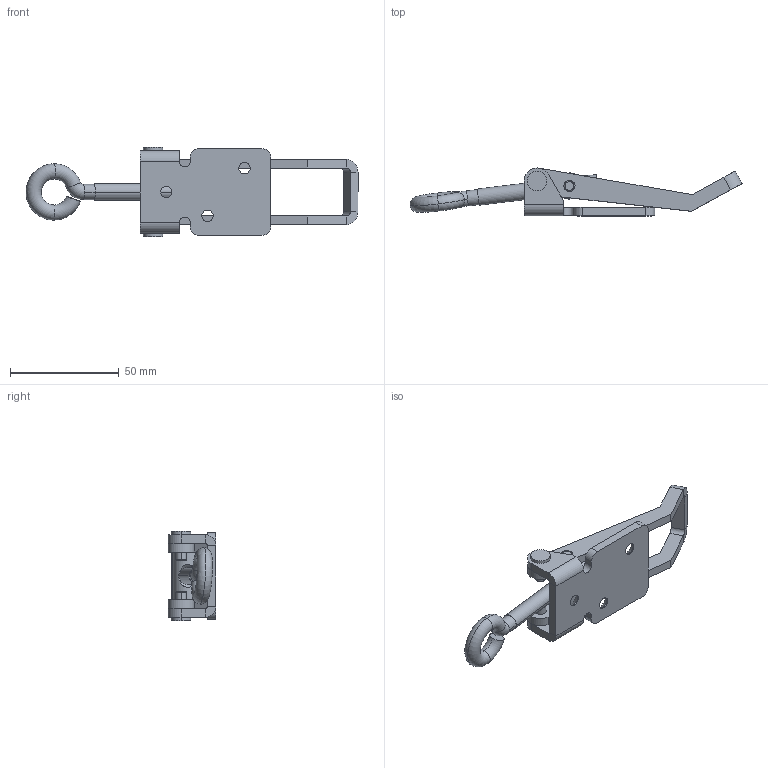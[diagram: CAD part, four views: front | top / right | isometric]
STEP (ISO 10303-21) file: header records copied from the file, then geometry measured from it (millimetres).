
FILE_DESCRIPTION (( 'STEP AP214' ), '1' );
FILE_NAME ('52112 - 703 C ZP Cluch lever.STEP', '2017-02-08T10:52:08', ( '' ), ( '' ), 'SwSTEP 2.0', 'SolidWorks 2015', '' );
FILE_SCHEMA (( 'AUTOMOTIVE_DESIGN' ));
Length unit declared in the file: millimetre
Products named in the file (6): 703 - öglebult; 703 - Rulle; 704 - Rivet Gradin; 703 - Bygel; 703 - Platta C; 52112 - 703 C ZP Cluch lever
Assembly tree (6 placements, depth 2):
  52112 - 703 C ZP Cluch lever
    703 - Platta C
    703 - Bygel
    704 - Rivet Gradin  x2
    703 - Rulle
    703 - öglebult
Bounding box: 152.61 x 22 x 41 mm (x, y, z)
Volume: 25250.5 mm3; surface area: 17268.2 mm2
Topology: 6 solids, 6 shells, 144 faces, 319 edges, 194 vertices
Faces by surface type: cylinder 61, plane 57, cone 18, torus 8
Entity records: 4103 total; most frequent: CARTESIAN_POINT 766, DIRECTION 719, ORIENTED_EDGE 594, EDGE_CURVE 297, AXIS2_PLACEMENT_3D 285, VERTEX_POINT 180, EDGE_LOOP 157, LINE 149
